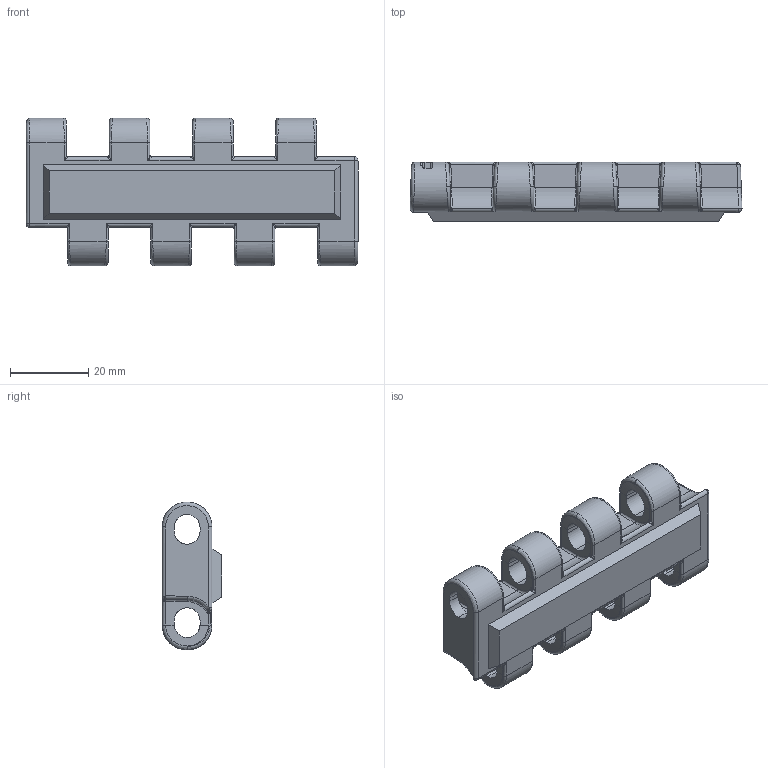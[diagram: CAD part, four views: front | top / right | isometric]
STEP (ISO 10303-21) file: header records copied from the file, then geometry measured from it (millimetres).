
FILE_DESCRIPTION (( 'STEP AP214' ), '1' );
FILE_NAME ('LF9255GF01.2.STEP', '2021-03-12T07:52:34', ( '' ), ( '' ), 'SwSTEP 2.0', 'SolidWorks 2019', '' );
FILE_SCHEMA (( 'AUTOMOTIVE_DESIGN' ));
Length unit declared in the file: millimetre
Products named in the file (3): LF925501M.2; LF9255GF01.2; goma-LF9255GF01.2
Assembly tree (2 placements, depth 2):
  LF9255GF01.2
    LF925501M.2
    goma-LF9255GF01.2
Bounding box: 84.66 x 15.2 x 37.7 mm (x, y, z)
Volume: 19157.6 mm3; surface area: 14724.3 mm2
Topology: 2 solids, 2 shells, 685 faces, 1761 edges, 1017 vertices
Faces by surface type: cylinder 244, bspline 238, plane 180, torus 20, sphere 3
Entity records: 29678 total; most frequent: CARTESIAN_POINT 15843, ORIENTED_EDGE 3426, DIRECTION 2236, EDGE_CURVE 1713, VERTEX_POINT 1017, AXIS2_PLACEMENT_3D 812, EDGE_LOOP 692, FACE_OUTER_BOUND 685
